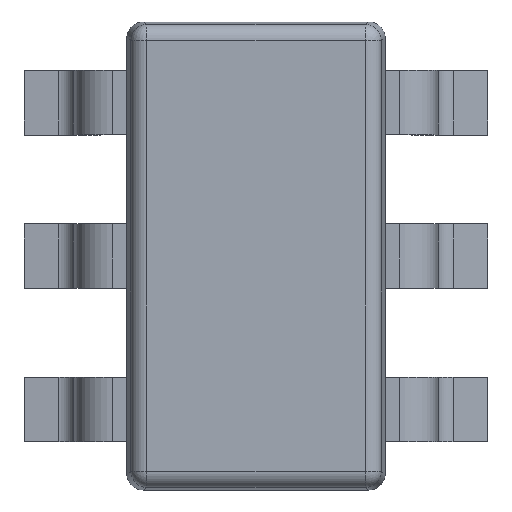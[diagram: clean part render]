
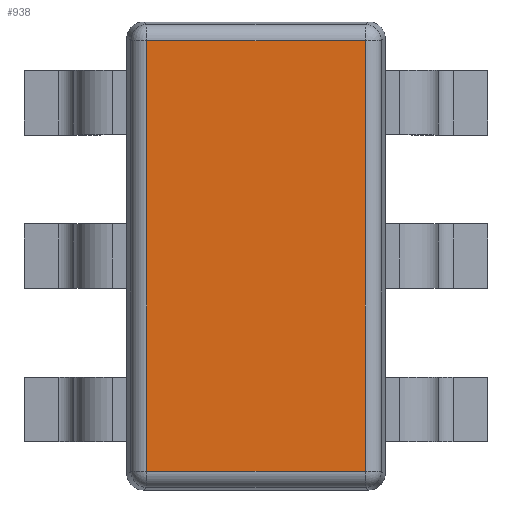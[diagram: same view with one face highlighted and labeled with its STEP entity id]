
A CAD part, top view. The second image highlights one B-rep face of the part: STEP entity #938.
In plain terms, the highlighted face is planar.
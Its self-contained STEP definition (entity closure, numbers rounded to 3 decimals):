
#38=DIRECTION('',(0.,0.,1.));
#39=VECTOR('',#38,1.355);
#40=CARTESIAN_POINT('',(-1.335,0.22,-0.677));
#41=LINE('',#40,#39);
#46=DIRECTION('',(-1.,0.,0.));
#47=VECTOR('',#46,2.669);
#48=CARTESIAN_POINT('',(1.335,0.22,-0.677));
#49=LINE('',#48,#47);
#53=DIRECTION('',(0.,0.,-1.));
#54=VECTOR('',#53,1.355);
#55=CARTESIAN_POINT('',(1.335,0.22,0.677));
#56=LINE('',#55,#54);
#60=DIRECTION('',(1.,0.,0.));
#61=VECTOR('',#60,2.669);
#62=CARTESIAN_POINT('',(-1.335,0.22,0.677));
#63=LINE('',#62,#61);
#843=CARTESIAN_POINT('',(-1.335,0.22,-0.677));
#844=CARTESIAN_POINT('',(-1.335,0.22,0.677));
#845=VERTEX_POINT('',#843);
#846=VERTEX_POINT('',#844);
#847=CARTESIAN_POINT('',(1.335,0.22,-0.677));
#848=VERTEX_POINT('',#847);
#887=CARTESIAN_POINT('',(1.335,0.22,0.677));
#888=VERTEX_POINT('',#887);
#923=CARTESIAN_POINT('',(0.,0.22,0.));
#924=DIRECTION('',(0.,1.,0.));
#925=DIRECTION('',(1.,0.,0.));
#926=AXIS2_PLACEMENT_3D('',#923,#924,#925);
#927=PLANE('',#926);
#929=ORIENTED_EDGE('',*,*,#928,.F.);
#931=ORIENTED_EDGE('',*,*,#930,.F.);
#933=ORIENTED_EDGE('',*,*,#932,.F.);
#935=ORIENTED_EDGE('',*,*,#934,.F.);
#936=EDGE_LOOP('',(#929,#931,#933,#935));
#937=FACE_OUTER_BOUND('',#936,.F.);
#938=ADVANCED_FACE('',(#937),#927,.T.);
#928=EDGE_CURVE('',#845,#846,#41,.T.);
#930=EDGE_CURVE('',#848,#845,#49,.T.);
#932=EDGE_CURVE('',#888,#848,#56,.T.);
#934=EDGE_CURVE('',#846,#888,#63,.T.);
